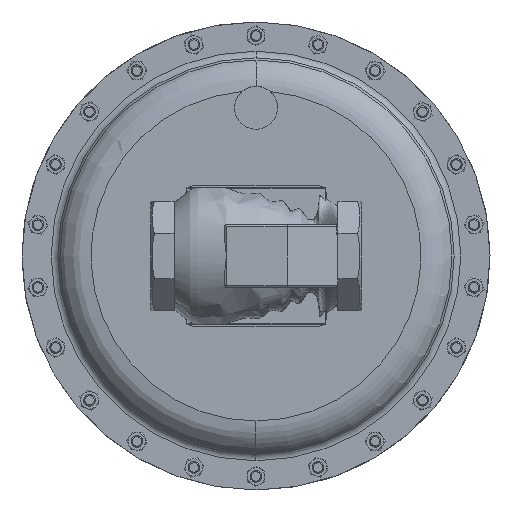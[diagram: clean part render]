
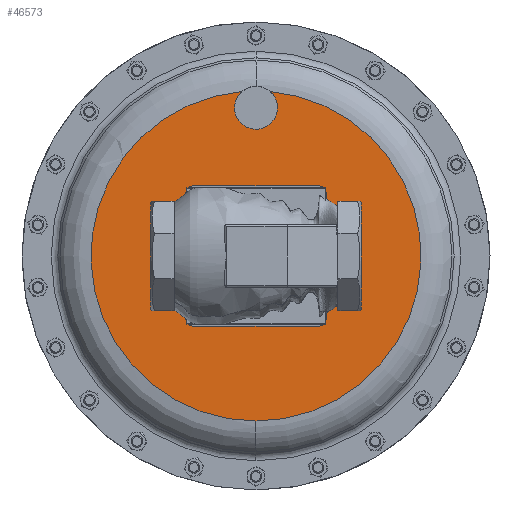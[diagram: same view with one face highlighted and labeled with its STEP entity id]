
A CAD part, front view. The second image highlights one B-rep face of the part: STEP entity #46573.
In plain terms, the highlighted planar face has unit normal (0, -1, 0).
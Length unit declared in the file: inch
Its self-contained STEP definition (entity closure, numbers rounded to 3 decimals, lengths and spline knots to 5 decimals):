
#1557 = CIRCLE ( 'NONE', #40620, 5.28949 ) ;
#2380 = CIRCLE ( 'NONE', #41255, 0.97 ) ;
#4733 = CARTESIAN_POINT ( 'NONE',  ( 3.36758, 7.7895, 9.54953 ) ) ;
#4829 = CARTESIAN_POINT ( 'NONE',  ( 1.99407, 7.7895, 9.61336 ) ) ;
#6590 = VERTEX_POINT ( 'NONE', #4829 ) ;
#7012 = EDGE_CURVE ( 'NONE', #7826, #47354, #1557, .T. ) ;
#7629 = CIRCLE ( 'NONE', #35922, 0.6875 ) ;
#7658 = FACE_BOUND ( 'NONE', #33320, .T. ) ;
#7826 = VERTEX_POINT ( 'NONE', #36257 ) ;
#7872 = EDGE_CURVE ( 'NONE', #14277, #17059, #23962, .T. ) ;
#8908 = CIRCLE ( 'NONE', #18504, 0.6875 ) ;
#9166 = DIRECTION ( 'NONE',  ( 0., -1., 0. ) ) ;
#12221 = EDGE_LOOP ( 'NONE', ( #46183, #29460, #40933, #39184, #14367 ) ) ;
#12478 = DIRECTION ( 'NONE',  ( 0., -1., 0. ) ) ;
#12575 = EDGE_CURVE ( 'NONE', #17099, #29216, #8908, .T. ) ;
#13683 = DIRECTION ( 'NONE',  ( 0., -1., 0. ) ) ;
#14277 = VERTEX_POINT ( 'NONE', #21283 ) ;
#14367 = ORIENTED_EDGE ( 'NONE', *, *, #25821, .F. ) ;
#14917 = PLANE ( 'NONE',  #43934 ) ;
#17059 = VERTEX_POINT ( 'NONE', #34606 ) ;
#17099 = VERTEX_POINT ( 'NONE', #4733 ) ;
#17348 = CARTESIAN_POINT ( 'NONE',  ( 2.68082, 7.7895, 4.83145 ) ) ;
#18504 = AXIS2_PLACEMENT_3D ( 'NONE', #31792, #9166, #35595 ) ;
#18556 = CIRCLE ( 'NONE', #27169, 0.6875 ) ;
#18726 = CARTESIAN_POINT ( 'NONE',  ( 2.68082, 7.7895, 4.83145 ) ) ;
#19699 = EDGE_CURVE ( 'NONE', #17059, #14277, #2380, .T. ) ;
#20482 = CARTESIAN_POINT ( 'NONE',  ( 2.68082, 7.7895, 4.83145 ) ) ;
#20709 = EDGE_CURVE ( 'NONE', #6590, #17099, #7629, .T. ) ;
#21019 = CARTESIAN_POINT ( 'NONE',  ( 2.68082, 7.7895, 9.58145 ) ) ;
#21149 = DIRECTION ( 'NONE',  ( 0., 0., -1. ) ) ;
#21151 = DIRECTION ( 'NONE',  ( 0., -1., 0. ) ) ;
#21283 = CARTESIAN_POINT ( 'NONE',  ( 2.68082, 7.7895, 5.80145 ) ) ;
#23962 = CIRCLE ( 'NONE', #28638, 0.97 ) ;
#24285 = DIRECTION ( 'NONE',  ( 0., 0., 1. ) ) ;
#25483 = DIRECTION ( 'NONE',  ( 0.999, 0., -0.046 ) ) ;
#25821 = EDGE_CURVE ( 'NONE', #7826, #6590, #18556, .T. ) ;
#26340 = DIRECTION ( 'NONE',  ( 0., 0., 1. ) ) ;
#27169 = AXIS2_PLACEMENT_3D ( 'NONE', #43706, #21151, #47461 ) ;
#28638 = AXIS2_PLACEMENT_3D ( 'NONE', #17348, #43705, #21149 ) ;
#28944 = CARTESIAN_POINT ( 'NONE',  ( 2.68082, 7.7895, -0.45805 ) ) ;
#29216 = VERTEX_POINT ( 'NONE', #40960 ) ;
#29460 = ORIENTED_EDGE ( 'NONE', *, *, #46254, .T. ) ;
#31792 = CARTESIAN_POINT ( 'NONE',  ( 2.68082, 7.7895, 9.58145 ) ) ;
#33320 = EDGE_LOOP ( 'NONE', ( #35835, #46954 ) ) ;
#34606 = CARTESIAN_POINT ( 'NONE',  ( 2.68082, 7.7895, 3.86145 ) ) ;
#35098 = CARTESIAN_POINT ( 'NONE',  ( 2.68082, 7.7895, 4.83145 ) ) ;
#35595 = DIRECTION ( 'NONE',  ( 0.999, 0., -0.046 ) ) ;
#35835 = ORIENTED_EDGE ( 'NONE', *, *, #19699, .F. ) ;
#35922 = AXIS2_PLACEMENT_3D ( 'NONE', #21019, #47974, #25483 ) ;
#36257 = CARTESIAN_POINT ( 'NONE',  ( 2.23153, 7.7895, 10.10182 ) ) ;
#36299 = CARTESIAN_POINT ( 'NONE',  ( 2.68082, 7.7895, 4.83145 ) ) ;
#36583 = FACE_OUTER_BOUND ( 'NONE', #12221, .T. ) ;
#38873 = DIRECTION ( 'NONE',  ( 0., 0., 1. ) ) ;
#39184 = ORIENTED_EDGE ( 'NONE', *, *, #20709, .F. ) ;
#40077 = DIRECTION ( 'NONE',  ( 0., 0., -1. ) ) ;
#40620 = AXIS2_PLACEMENT_3D ( 'NONE', #20482, #46782, #24285 ) ;
#40933 = ORIENTED_EDGE ( 'NONE', *, *, #12575, .F. ) ;
#40960 = CARTESIAN_POINT ( 'NONE',  ( 3.13012, 7.7895, 10.10182 ) ) ;
#41255 = AXIS2_PLACEMENT_3D ( 'NONE', #36299, #13683, #40077 ) ;
#42457 = CIRCLE ( 'NONE', #47369, 5.28949 ) ;
#43705 = DIRECTION ( 'NONE',  ( 0., -1., 0. ) ) ;
#43706 = CARTESIAN_POINT ( 'NONE',  ( 2.68082, 7.7895, 9.58145 ) ) ;
#43934 = AXIS2_PLACEMENT_3D ( 'NONE', #18726, #48816, #26340 ) ;
#46183 = ORIENTED_EDGE ( 'NONE', *, *, #7012, .T. ) ;
#46254 = EDGE_CURVE ( 'NONE', #47354, #29216, #42457, .T. ) ;
#46573 = ADVANCED_FACE ( 'NONE', ( #7658, #36583 ), #14917, .T. ) ;
#46782 = DIRECTION ( 'NONE',  ( 0., -1., 0. ) ) ;
#46954 = ORIENTED_EDGE ( 'NONE', *, *, #7872, .F. ) ;
#47354 = VERTEX_POINT ( 'NONE', #28944 ) ;
#47369 = AXIS2_PLACEMENT_3D ( 'NONE', #35098, #12478, #38873 ) ;
#47461 = DIRECTION ( 'NONE',  ( 0.999, 0., -0.046 ) ) ;
#47974 = DIRECTION ( 'NONE',  ( 0., -1., 0. ) ) ;
#48816 = DIRECTION ( 'NONE',  ( 0., -1., 0. ) ) ;
